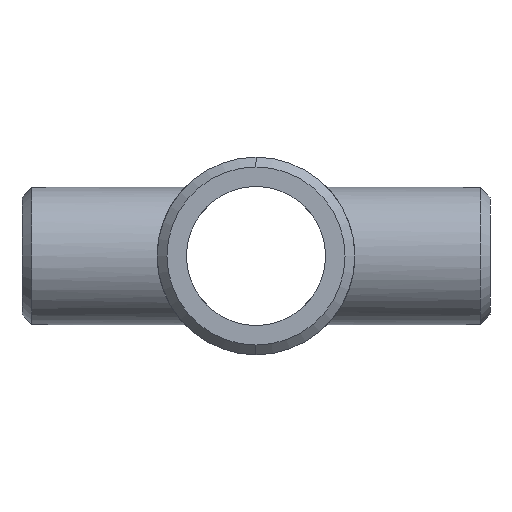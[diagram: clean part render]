
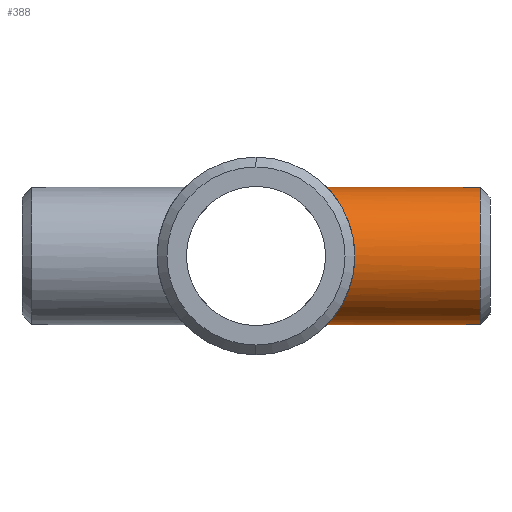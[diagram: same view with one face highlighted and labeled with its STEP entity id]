
A CAD part, left-side view. The second image highlights one B-rep face of the part: STEP entity #388.
In plain terms, the highlighted cylindrical face has radius 16.764 mm (diameter 33.528 mm), a partial arc.
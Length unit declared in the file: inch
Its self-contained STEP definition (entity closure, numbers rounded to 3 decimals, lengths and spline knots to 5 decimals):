
#24 = CARTESIAN_POINT ( 'NONE',  ( -0.62297, -0.92464, 0.21908 ) ) ;
#30 = CARTESIAN_POINT ( 'NONE',  ( -0.52065, -0.85899, -0.40616 ) ) ;
#42 = CARTESIAN_POINT ( 'NONE',  ( -0.59838, -0.90825, 0.2793 ) ) ;
#49 = CARTESIAN_POINT ( 'NONE',  ( -0.59, -0.90268, -0.29901 ) ) ;
#52 = CARTESIAN_POINT ( 'NONE',  ( 0., -2.15633, 0.66 ) ) ;
#87 = CARTESIAN_POINT ( 'NONE',  ( -0.29663, -0.74402, -0.5911 ) ) ;
#98 = VERTEX_POINT ( 'NONE', #52 ) ;
#113 = CARTESIAN_POINT ( 'NONE',  ( -0.40226, -0.79279, 0.52366 ) ) ;
#126 = CYLINDRICAL_SURFACE ( 'NONE', #993, 0.66 ) ;
#134 = CARTESIAN_POINT ( 'NONE',  ( -0.29706, -0.74416, 0.59093 ) ) ;
#140 = CARTESIAN_POINT ( 'NONE',  ( 0., -0.6833, 0.66 ) ) ;
#169 = CARTESIAN_POINT ( 'NONE',  ( -0.21809, -0.71699, -0.6233 ) ) ;
#175 = CARTESIAN_POINT ( 'NONE',  ( 0., -0.6833, -0.66 ) ) ;
#181 = CARTESIAN_POINT ( 'NONE',  ( -0.40249, -0.79291, -0.52348 ) ) ;
#205 = DIRECTION ( 'NONE',  ( 0., 0., -1. ) ) ;
#211 = CARTESIAN_POINT ( 'NONE',  ( -0.62335, -0.9249, -0.218 ) ) ;
#215 = CARTESIAN_POINT ( 'NONE',  ( -0.49374, -0.84295, -0.43848 ) ) ;
#230 = CARTESIAN_POINT ( 'NONE',  ( -0.07803, -0.68765, 0.65547 ) ) ;
#242 = EDGE_CURVE ( 'NONE', #870, #98, #885, .T. ) ;
#256 = CARTESIAN_POINT ( 'NONE',  ( -0.17667, -0.70549, -0.63629 ) ) ;
#261 = CARTESIAN_POINT ( 'NONE',  ( -0.38563, -0.78446, -0.53603 ) ) ;
#268 = CARTESIAN_POINT ( 'NONE',  ( -0.04524, -0.68444, -0.65883 ) ) ;
#297 = CARTESIAN_POINT ( 'NONE',  ( -0.4945, -0.84311, 0.4391 ) ) ;
#304 = DIRECTION ( 'NONE',  ( 0., 1., 0. ) ) ;
#309 = CARTESIAN_POINT ( 'NONE',  ( 0., -0.6833, -0.66 ) ) ;
#315 = CARTESIAN_POINT ( 'NONE',  ( -0.65435, -0.94609, -0.08905 ) ) ;
#317 = DIRECTION ( 'NONE',  ( 0., 0., -1. ) ) ;
#337 = ORIENTED_EDGE ( 'NONE', *, *, #242, .T. ) ;
#347 = EDGE_CURVE ( 'NONE', #870, #380, #726, .T. ) ;
#380 = VERTEX_POINT ( 'NONE', #309 ) ;
#388 = ADVANCED_FACE ( 'NONE', ( #414 ), #126, .T. ) ;
#389 = CARTESIAN_POINT ( 'NONE',  ( -0.63615, -0.93357, 0.1772 ) ) ;
#403 = CARTESIAN_POINT ( 'NONE',  ( -0.08923, -0.68902, 0.65404 ) ) ;
#409 = CARTESIAN_POINT ( 'NONE',  ( -0.6154, -0.91955, 0.23949 ) ) ;
#414 = FACE_OUTER_BOUND ( 'NONE', #708, .T. ) ;
#419 = EDGE_CURVE ( 'NONE', #963, #380, #710, .T. ) ;
#454 = EDGE_CURVE ( 'NONE', #98, #963, #1032, .T. ) ;
#485 = CARTESIAN_POINT ( 'NONE',  ( -0.11135, -0.69223, 0.65063 ) ) ;
#492 = CARTESIAN_POINT ( 'NONE',  ( -0.38556, -0.78443, 0.53607 ) ) ;
#499 = CARTESIAN_POINT ( 'NONE',  ( -0.43458, -0.80967, 0.49717 ) ) ;
#505 = CARTESIAN_POINT ( 'NONE',  ( -0.15474, -0.70028, 0.64198 ) ) ;
#549 = CARTESIAN_POINT ( 'NONE',  ( -0.33337, -0.75967, -0.57116 ) ) ;
#568 = AXIS2_PLACEMENT_3D ( 'NONE', #945, #686, #317 ) ;
#571 = CARTESIAN_POINT ( 'NONE',  ( 0., -2.25, 0. ) ) ;
#586 = VECTOR ( 'NONE', #987, 39.37008 ) ;
#589 = CARTESIAN_POINT ( 'NONE',  ( -0.63649, -0.93381, -0.17597 ) ) ;
#601 = ORIENTED_EDGE ( 'NONE', *, *, #347, .F. ) ;
#629 = CARTESIAN_POINT ( 'NONE',  ( -0.23815, -0.72338, -0.6159 ) ) ;
#636 = CARTESIAN_POINT ( 'NONE',  ( 0., -2.25, -0.66 ) ) ;
#653 = CARTESIAN_POINT ( 'NONE',  ( -0.02227, -0.6833, 0.66 ) ) ;
#659 = CARTESIAN_POINT ( 'NONE',  ( -0.64178, -0.93743, 0.15563 ) ) ;
#667 = CARTESIAN_POINT ( 'NONE',  ( -0.58893, -0.90204, 0.2987 ) ) ;
#678 = CARTESIAN_POINT ( 'NONE',  ( -0.2174, -0.71677, 0.62355 ) ) ;
#686 = DIRECTION ( 'NONE',  ( 0., 1., 0. ) ) ;
#708 = EDGE_LOOP ( 'NONE', ( #337, #985, #820, #601 ) ) ;
#710 = B_SPLINE_CURVE_WITH_KNOTS ( 'NONE', 3,
 ( #140, #653, #745, #230, #403, #485, #1002, #505, #840, #678, #919, #134, #1094, #492, #113, #499, #835, #297, #852, #845, #754, #667, #42, #409, #24, #389, #659, #766, #1112, #773, #1013, #315, #1026, #760, #589, #211, #1008, #49, #944, #1118, #30, #215, #1107, #884, #804, #181, #261, #549, #87, #629, #169, #256, #792, #900, #949, #268, #974, #175 ),
 .UNSPECIFIED., .F., .F.,
 ( 4, 2, 2, 2, 2, 2, 2, 2, 2, 2, 2, 2, 2, 2, 2, 2, 2, 2, 2, 2, 2, 2, 2, 2, 2, 2, 2, 2, 4 ),
 ( 0.05433, 0.05603, 0.05687, 0.05772, 0.05942, 0.06111, 0.0645, 0.0662, 0.0679, 0.07129, 0.07298, 0.07468, 0.07637, 0.07807, 0.08146, 0.08315, 0.08485, 0.08655, 0.08824, 0.09163, 0.09333, 0.09502, 0.09672, 0.09841, 0.1018, 0.1035, 0.1052, 0.10689, 0.10859 ),
 .UNSPECIFIED. ) ;
#726 = LINE ( 'NONE', #636, #586 ) ;
#745 = CARTESIAN_POINT ( 'NONE',  ( -0.04456, -0.68439, 0.65888 ) ) ;
#754 = CARTESIAN_POINT ( 'NONE',  ( -0.56816, -0.88862, 0.33653 ) ) ;
#760 = CARTESIAN_POINT ( 'NONE',  ( -0.64202, -0.93759, -0.1546 ) ) ;
#766 = CARTESIAN_POINT ( 'NONE',  ( -0.65539, -0.94678, 0.08981 ) ) ;
#773 = CARTESIAN_POINT ( 'NONE',  ( -0.66003, -0.95002, -0.02156 ) ) ;
#792 = CARTESIAN_POINT ( 'NONE',  ( -0.15513, -0.70037, -0.64189 ) ) ;
#804 = CARTESIAN_POINT ( 'NONE',  ( -0.43469, -0.80973, -0.49707 ) ) ;
#820 = ORIENTED_EDGE ( 'NONE', *, *, #419, .T. ) ;
#835 = CARTESIAN_POINT ( 'NONE',  ( -0.45016, -0.81817, 0.4831 ) ) ;
#840 = CARTESIAN_POINT ( 'NONE',  ( -0.17591, -0.7053, 0.6365 ) ) ;
#845 = CARTESIAN_POINT ( 'NONE',  ( -0.55693, -0.88147, 0.35479 ) ) ;
#852 = CARTESIAN_POINT ( 'NONE',  ( -0.52118, -0.85918, 0.40713 ) ) ;
#856 = CARTESIAN_POINT ( 'NONE',  ( 0., -2.15633, -0.66 ) ) ;
#865 = DIRECTION ( 'NONE',  ( 0., 1., 0. ) ) ;
#870 = VERTEX_POINT ( 'NONE', #856 ) ;
#884 = CARTESIAN_POINT ( 'NONE',  ( -0.4501, -0.81813, -0.48316 ) ) ;
#885 = CIRCLE ( 'NONE', #568, 0.66 ) ;
#900 = CARTESIAN_POINT ( 'NONE',  ( -0.11167, -0.69204, -0.65086 ) ) ;
#919 = CARTESIAN_POINT ( 'NONE',  ( -0.23782, -0.72327, 0.61604 ) ) ;
#944 = CARTESIAN_POINT ( 'NONE',  ( -0.56938, -0.88924, -0.33647 ) ) ;
#945 = CARTESIAN_POINT ( 'NONE',  ( 0., -2.15633, 0. ) ) ;
#949 = CARTESIAN_POINT ( 'NONE',  ( -0.0897, -0.68881, -0.65426 ) ) ;
#963 = VERTEX_POINT ( 'NONE', #1149 ) ;
#967 = CARTESIAN_POINT ( 'NONE',  ( 0., -2.25, 0.66 ) ) ;
#974 = CARTESIAN_POINT ( 'NONE',  ( -0.02268, -0.6833, -0.66 ) ) ;
#985 = ORIENTED_EDGE ( 'NONE', *, *, #454, .T. ) ;
#987 = DIRECTION ( 'NONE',  ( 0., 1., 0. ) ) ;
#993 = AXIS2_PLACEMENT_3D ( 'NONE', #571, #304, #205 ) ;
#1002 = CARTESIAN_POINT ( 'NONE',  ( -0.12229, -0.69408, 0.64867 ) ) ;
#1008 = CARTESIAN_POINT ( 'NONE',  ( -0.61568, -0.91974, -0.23878 ) ) ;
#1013 = CARTESIAN_POINT ( 'NONE',  ( -0.65891, -0.94924, -0.0441 ) ) ;
#1026 = CARTESIAN_POINT ( 'NONE',  ( -0.65095, -0.94373, -0.11114 ) ) ;
#1032 = LINE ( 'NONE', #967, #1140 ) ;
#1094 = CARTESIAN_POINT ( 'NONE',  ( -0.33378, -0.75986, 0.57089 ) ) ;
#1107 = CARTESIAN_POINT ( 'NONE',  ( -0.47963, -0.83474, -0.45386 ) ) ;
#1112 = CARTESIAN_POINT ( 'NONE',  ( -0.65995, -0.94996, 0.04551 ) ) ;
#1118 = CARTESIAN_POINT ( 'NONE',  ( -0.53349, -0.86685, -0.38915 ) ) ;
#1140 = VECTOR ( 'NONE', #865, 39.37008 ) ;
#1149 = CARTESIAN_POINT ( 'NONE',  ( 0., -0.6833, 0.66 ) ) ;
